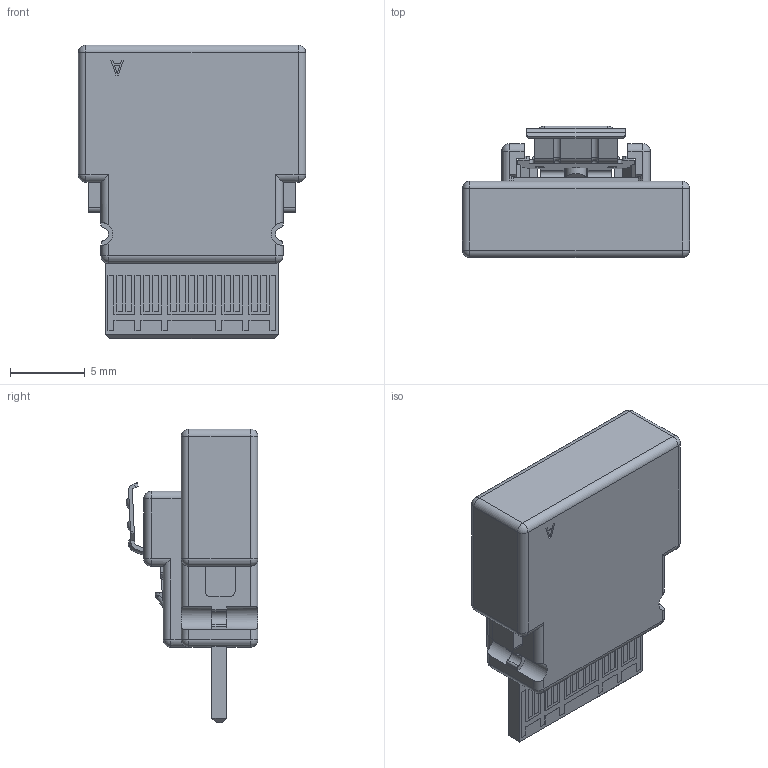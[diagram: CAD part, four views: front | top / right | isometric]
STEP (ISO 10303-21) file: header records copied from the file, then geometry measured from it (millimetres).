
FILE_DESCRIPTION((''),'2;1');
FILE_NAME('S-71800-3SSXX31032140H','2021-02-08T',('t01395'),(''),'PRO/ENGINEER BY PARAMETRIC TECHNOLOGY CORPORATION, 2007450','PRO/ENGINEER BY PARAMETRIC TECHNOLOGY CORPORATION, 2007450','');
FILE_SCHEMA(('CONFIG_CONTROL_DESIGN'));
Length unit declared in the file: millimetre
Products named in the file (1): S-71800-3SSXX31032140H
Bounding box: 15.15 x 8.78 x 19.6 mm (x, y, z)
Volume: 1169.8 mm3; surface area: 1125.4 mm2
Topology: 1 solids, 1 shells, 576 faces, 1582 edges, 994 vertices
Faces by surface type: plane 387, cylinder 135, sphere 42, bspline 8, torus 4
Entity records: 18953 total; most frequent: CARTESIAN_POINT 4381, ORIENTED_EDGE 3080, DIRECTION 2934, EDGE_CURVE 1540, VECTOR 1190, LINE 1190, VERTEX_POINT 994, AXIS2_PLACEMENT_3D 872
